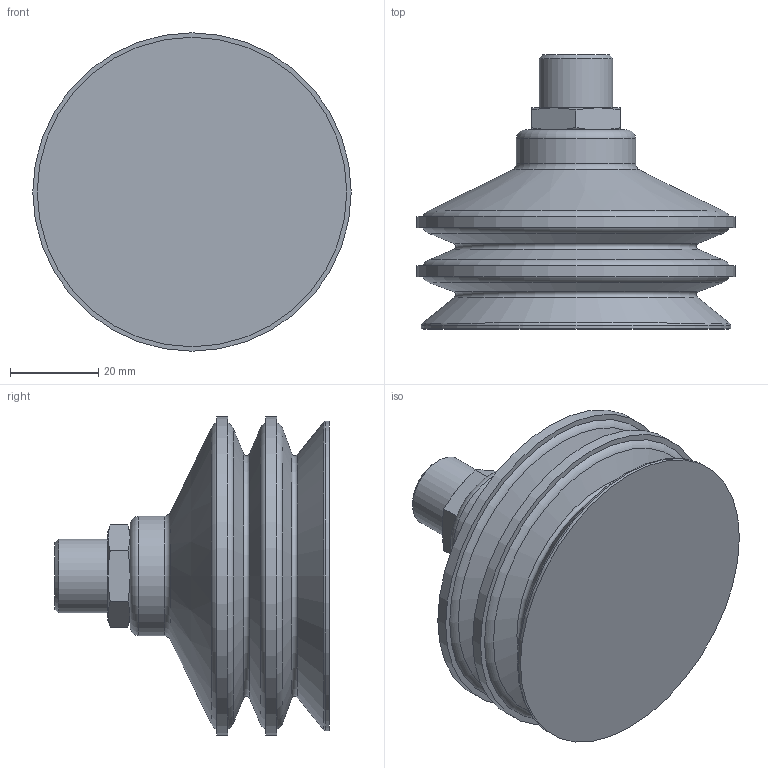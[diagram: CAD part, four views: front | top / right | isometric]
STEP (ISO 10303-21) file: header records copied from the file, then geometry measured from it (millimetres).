
FILE_DESCRIPTION(/* description */ (''),/* implementation_level */ '2;1');
FILE_NAME(/* name */ '3D_vf72sb+rac7r3-8m.stp',/* time_stamp */ '2020-03-25T12:00:19+01:00',/* author */ ('lmacia'),/* organization */ (''),/* preprocessor_version */ 'ST-DEVELOPER v17',/* originating_system */ 'Autodesk Inventor 2019',/* authorisation */ '');
FILE_SCHEMA (('AUTOMOTIVE_DESIGN { 1 0 10303 214 3 1 1 }'));
Length unit declared in the file: millimetre
Products named in the file (1): 3D_vf72+rac7r3-8m
Bounding box: 72 x 62 x 72 mm (x, y, z)
Volume: 114819.8 mm3; surface area: 19515.4 mm2
Topology: 1 solids, 1 shells, 49 faces, 132 edges, 92 vertices
Faces by surface type: cone 19, plane 15, torus 9, cylinder 6
Full cylindrical faces by diameter (mm): 6 x1, 16.662 x1, 27 x1, 70 x1, 72 x2
Entity records: 1696 total; most frequent: CARTESIAN_POINT 322, DIRECTION 297, ORIENTED_EDGE 264, AXIS2_PLACEMENT_3D 139, EDGE_CURVE 132, VERTEX_POINT 92, CIRCLE 89, EDGE_LOOP 56
